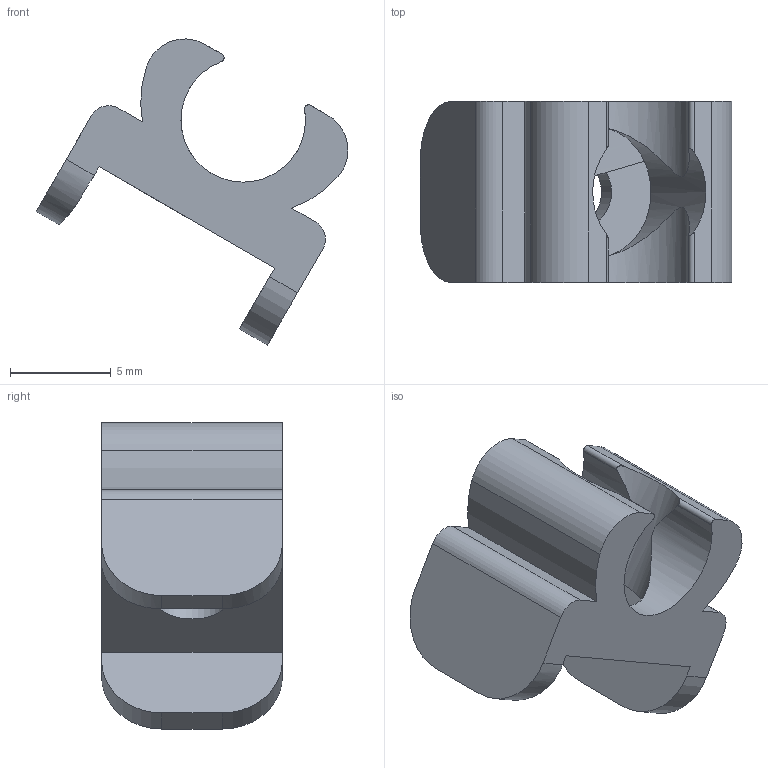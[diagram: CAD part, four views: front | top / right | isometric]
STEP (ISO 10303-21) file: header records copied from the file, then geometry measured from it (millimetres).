
FILE_DESCRIPTION(/* description */ (''),/* implementation_level */ '2;1');
FILE_NAME(/* name */ 'Blow Air Clip v1.step',/* time_stamp */ '2022-01-02T16:47:57-06:00',/* author */ (''),/* organization */ (''),/* preprocessor_version */ 'ST-DEVELOPER v18.1',/* originating_system */ 'Autodesk Translation Framework v10.10.0.1391',/* authorisation */ '');
FILE_SCHEMA (('AUTOMOTIVE_DESIGN { 1 0 10303 214 3 1 1 }'));
Length unit declared in the file: millimetre
Products named in the file (1): Blow Air Clip
Bounding box: 15.5 x 9 x 15.22 mm (x, y, z)
Volume: 576.3 mm3; surface area: 732.3 mm2
Topology: 1 solids, 1 shells, 37 faces, 106 edges, 70 vertices
Faces by surface type: cylinder 21, plane 15, cone 1
Full cylindrical faces by diameter (mm): 3.5 x1
Entity records: 1427 total; most frequent: CARTESIAN_POINT 399, ORIENTED_EDGE 212, DIRECTION 208, EDGE_CURVE 106, AXIS2_PLACEMENT_3D 76, VERTEX_POINT 70, LINE 56, VECTOR 56
